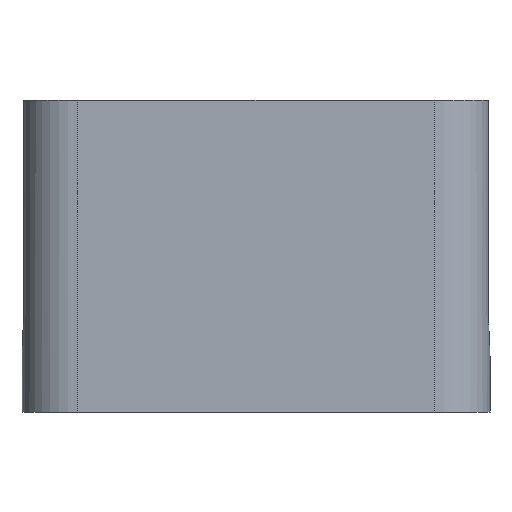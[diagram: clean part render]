
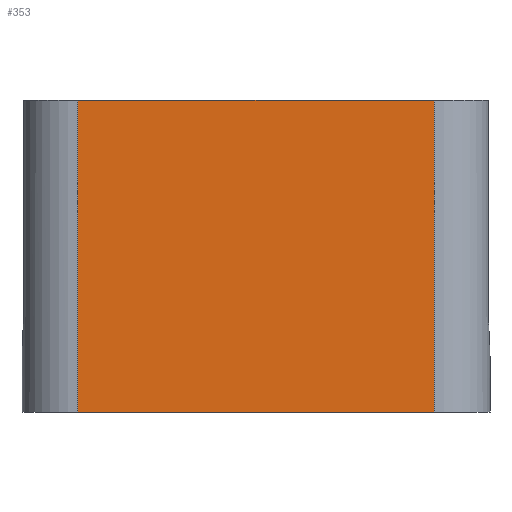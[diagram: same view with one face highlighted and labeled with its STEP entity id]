
A CAD part, left-side view. The second image highlights one B-rep face of the part: STEP entity #353.
In plain terms, the highlighted planar face has unit normal (-1, 0, 0).
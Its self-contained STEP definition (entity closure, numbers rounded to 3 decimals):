
#31=PLANE('',#414);
#47=FACE_OUTER_BOUND('',#75,.T.);
#75=EDGE_LOOP('',(#313,#314,#315,#316));
#81=LINE('',#528,#107);
#85=LINE('',#546,#111);
#90=LINE('',#569,#116);
#91=LINE('',#571,#117);
#107=VECTOR('',#424,10.);
#111=VECTOR('',#434,10.);
#116=VECTOR('',#451,10.);
#117=VECTOR('',#454,10.);
#154=VERTEX_POINT('',#525);
#155=VERTEX_POINT('',#527);
#160=VERTEX_POINT('',#544);
#166=VERTEX_POINT('',#567);
#186=EDGE_CURVE('',#154,#155,#81,.T.);
#193=EDGE_CURVE('',#160,#154,#85,.T.);
#202=EDGE_CURVE('',#166,#160,#90,.T.);
#203=EDGE_CURVE('',#166,#155,#91,.T.);
#313=ORIENTED_EDGE('',*,*,#186,.F.);
#314=ORIENTED_EDGE('',*,*,#193,.F.);
#315=ORIENTED_EDGE('',*,*,#202,.F.);
#316=ORIENTED_EDGE('',*,*,#203,.T.);
#353=ADVANCED_FACE('',(#47),#31,.T.);
#414=AXIS2_PLACEMENT_3D('',#625,#512,#513);
#424=DIRECTION('',(0.,0.,-1.));
#434=DIRECTION('',(0.,-1.,0.));
#451=DIRECTION('',(0.,0.,1.));
#454=DIRECTION('',(0.,-1.,0.));
#512=DIRECTION('center_axis',(-1.,0.,0.));
#513=DIRECTION('ref_axis',(0.,-1.,0.));
#525=CARTESIAN_POINT('',(-6.5,59.,28.));
#527=CARTESIAN_POINT('',(-6.5,59.,0.));
#528=CARTESIAN_POINT('',(-6.5,59.,0.));
#544=CARTESIAN_POINT('',(-6.5,91.,28.));
#546=CARTESIAN_POINT('',(-6.5,96.,28.));
#567=CARTESIAN_POINT('',(-6.5,91.,0.));
#569=CARTESIAN_POINT('',(-6.5,91.,0.));
#571=CARTESIAN_POINT('',(-6.5,96.,0.));
#625=CARTESIAN_POINT('Origin',(-6.5,96.,0.));
